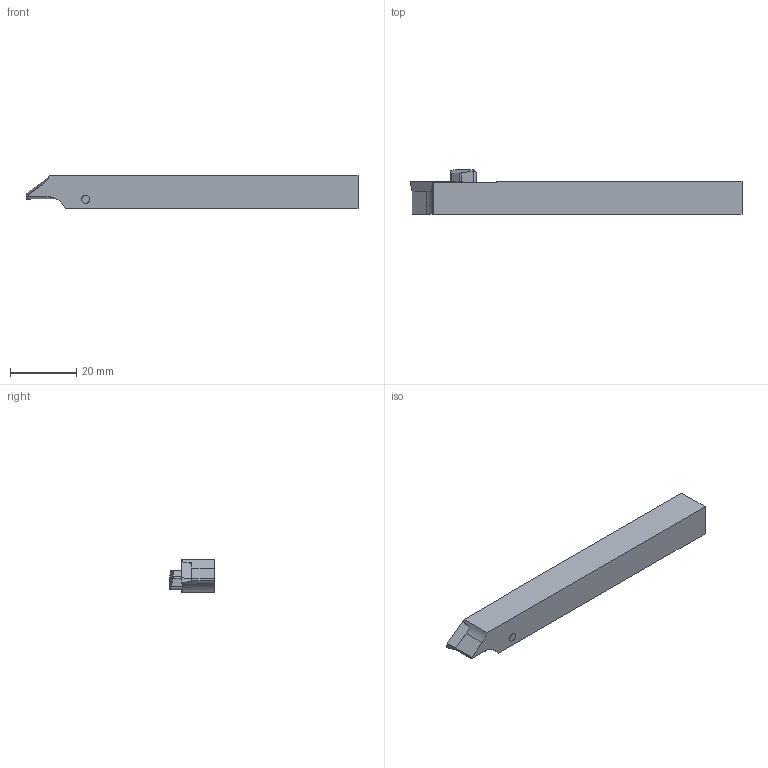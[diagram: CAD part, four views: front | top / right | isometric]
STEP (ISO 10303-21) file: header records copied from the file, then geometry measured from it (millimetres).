
FILE_DESCRIPTION (( 'STEP AP214' ), '1' );
FILE_NAME ('ISO-148-12.STEP', '2016-09-07T08:33:15', ( '' ), ( '' ), 'SwSTEP 2.0', 'SolidWorks 2016', '' );
FILE_SCHEMA (( 'AUTOMOTIVE_DESIGN' ));
Length unit declared in the file: millimetre
Products named in the file (1): ISO-148-12
Bounding box: 100 x 13.5 x 10 mm (x, y, z)
Surface area: 4172.3 mm2 (no closed solid volume)
Topology: 0 solids, 2 shells, 53 faces, 155 edges, 104 vertices
Faces by surface type: plane 43, cylinder 9, cone 1
Entity records: 2009 total; most frequent: CARTESIAN_POINT 359, ORIENTED_EDGE 308, DIRECTION 296, EDGE_CURVE 155, VERTEX_POINT 104, AXIS2_PLACEMENT_3D 99, VECTOR 98, LINE 98
